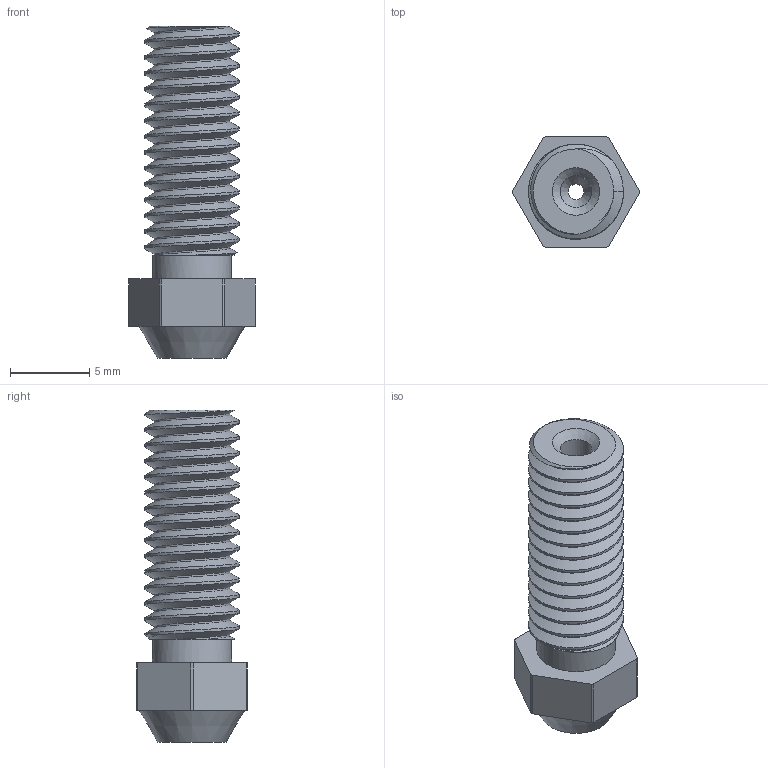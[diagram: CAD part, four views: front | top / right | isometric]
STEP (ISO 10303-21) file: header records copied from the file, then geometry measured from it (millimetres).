
FILE_DESCRIPTION(('FreeCAD Model'),'2;1');
FILE_NAME('Open CASCADE Shape Model','2022-07-30T10:38:25',('Author'),( ''),'Open CASCADE STEP processor 7.5','FreeCAD','Unknown');
FILE_SCHEMA(('AUTOMOTIVE_DESIGN { 1 0 10303 214 1 1 1 1 }'));
Length unit declared in the file: millimetre
Products named in the file (1): nozzle
Bounding box: 8 x 7 x 21 mm (x, y, z)
Volume: 486.6 mm3; surface area: 736 mm2
Topology: 1 solids, 1 shells, 92 faces, 199 edges, 111 vertices
Faces by surface type: bspline 47, cylinder 26, plane 12, cone 7
Full cylindrical faces by diameter (mm): 1 x1, 1.75 x1, 2 x1, 5 x1, 6 x13
Entity records: 12512 total; most frequent: CARTESIAN_POINT 9096, ORIENTED_EDGE 398, PCURVE 398, DEFINITIONAL_REPRESENTATION 398, DIRECTION 397, B_SPLINE_CURVE_WITH_KNOTS 322, LINE 218, VECTOR 218
